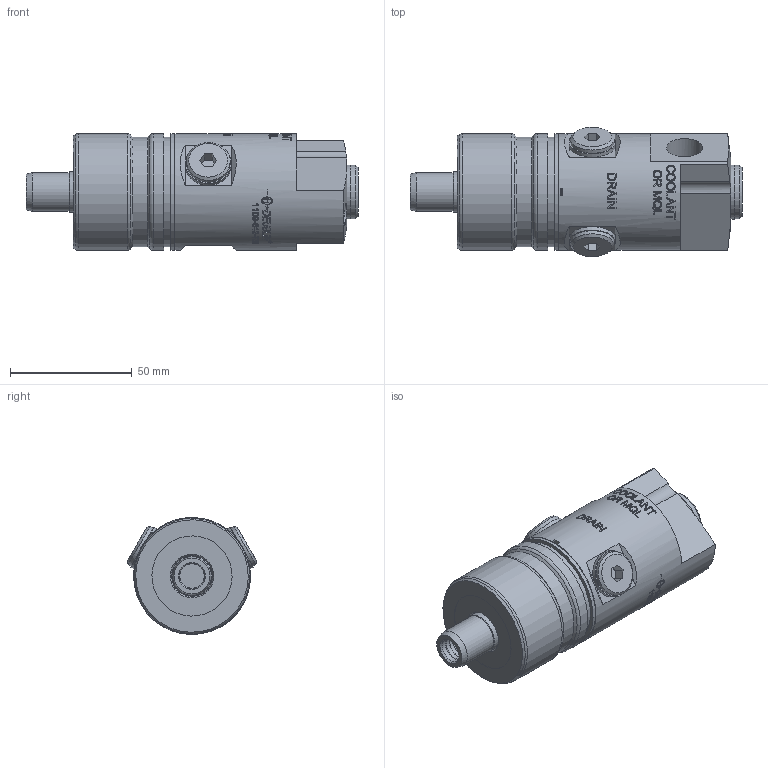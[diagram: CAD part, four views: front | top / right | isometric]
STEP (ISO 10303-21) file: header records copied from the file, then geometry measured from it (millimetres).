
FILE_DESCRIPTION(/* description */ (''),/* implementation_level */ '2;1');
FILE_NAME(/* name */ '1109-842-730-IC.stp',/* time_stamp */ '2020-05-21T13:39:52-05:00',/* author */ ('dyurkovich'),/* organization */ (''),/* preprocessor_version */ 'ST-DEVELOPER v18',/* originating_system */ 'Autodesk Inventor 2020',/* authorisation */ '');
FILE_SCHEMA (('AUTOMOTIVE_DESIGN { 1 0 10303 214 3 1 1 }'));
Products named in the file (1): 1109-842-730-IC
Bounding box: 136.59 x 53.21 x 48 mm (x, y, z)
Volume: 178402.2 mm3; surface area: 36062.5 mm2
Topology: 5 solids, 16 shells, 766 faces, 2003 edges, 1358 vertices
Faces by surface type: plane 295, bspline 284, cylinder 136, cone 35, torus 16
Full cylindrical faces by diameter (mm): 3 x2, 3.242 x3, 4.134 x3, 4.5 x3, 5 x3, 5.5 x3, 7.5 x2, 8.5 x3, 9 x3, 10 x2, 10.1 x3, 11.3 x2, 11.445 x3, 13.5 x2, 13.9 x2, 14.95 x1, 16 x1, 16.5 x1, 16.8 x3, 17.3 x1, 18 x3, 19 x2, 19.6 x1, 22 x1, 22.2 x1, 33 x1, 33.141 x1, 44.6 x1, 45 x2, 48 x4
Entity records: 93750 total; most frequent: CARTESIAN_POINT 75689, ORIENTED_EDGE 3984, DIRECTION 3131, EDGE_CURVE 1992, VERTEX_POINT 1358, AXIS2_PLACEMENT_3D 1159, EDGE_LOOP 888, LINE 813
